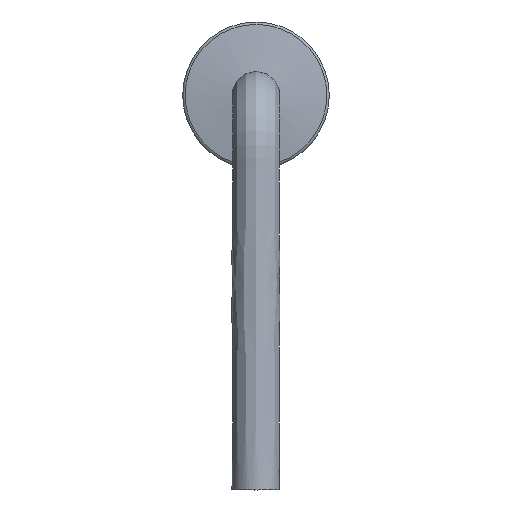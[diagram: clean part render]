
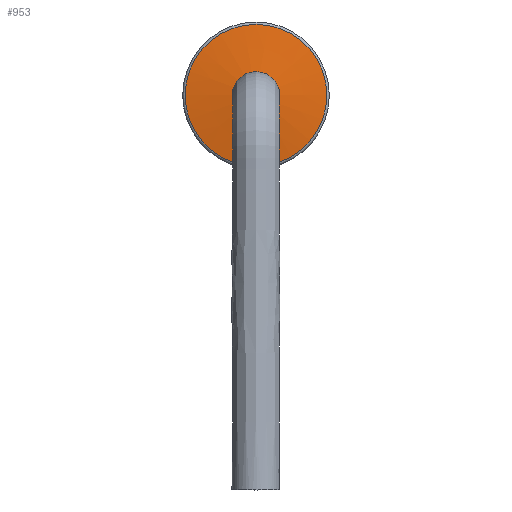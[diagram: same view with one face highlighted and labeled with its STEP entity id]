
A CAD part, left-side view. The second image highlights one B-rep face of the part: STEP entity #953.
In plain terms, the highlighted conical face has half-angle 82.371 degrees and reference radius 0.65 mm.
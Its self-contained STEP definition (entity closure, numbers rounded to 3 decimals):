
#40=CONICAL_SURFACE('',#1043,0.65,1.438);
#45=LINE('',#2519,#72);
#72=VECTOR('',#1240,0.65);
#133=CIRCLE('',#1040,1.257);
#134=CIRCLE('',#1041,1.257);
#135=CIRCLE('',#1042,1.257);
#283=FACE_OUTER_BOUND('',#337,.T.);
#337=EDGE_LOOP('',(#698,#699,#700,#701,#702));
#420=VERTEX_POINT('',#2510);
#421=VERTEX_POINT('',#2512);
#422=VERTEX_POINT('',#2514);
#423=VERTEX_POINT('',#2518);
#537=EDGE_CURVE('',#420,#421,#133,.T.);
#538=EDGE_CURVE('',#421,#422,#134,.T.);
#539=EDGE_CURVE('',#422,#420,#135,.T.);
#540=EDGE_CURVE('',#421,#423,#45,.T.);
#698=ORIENTED_EDGE('',*,*,#539,.F.);
#699=ORIENTED_EDGE('',*,*,#538,.F.);
#700=ORIENTED_EDGE('',*,*,#540,.T.);
#701=ORIENTED_EDGE('',*,*,#540,.F.);
#702=ORIENTED_EDGE('',*,*,#537,.F.);
#953=ADVANCED_FACE('',(#283),#40,.T.);
#1040=AXIS2_PLACEMENT_3D('',#2513,#1232,#1233);
#1041=AXIS2_PLACEMENT_3D('',#2515,#1234,#1235);
#1042=AXIS2_PLACEMENT_3D('',#2516,#1236,#1237);
#1043=AXIS2_PLACEMENT_3D('',#2517,#1238,#1239);
#1232=DIRECTION('center_axis',(1.,0.,0.));
#1233=DIRECTION('ref_axis',(0.,-1.,0.));
#1234=DIRECTION('center_axis',(1.,0.,0.));
#1235=DIRECTION('ref_axis',(0.,-1.,0.));
#1236=DIRECTION('center_axis',(1.,0.,0.));
#1237=DIRECTION('ref_axis',(0.,-1.,0.));
#1238=DIRECTION('center_axis',(1.,0.,0.));
#1239=DIRECTION('ref_axis',(0.,1.,0.));
#1240=DIRECTION('',(-0.133,0.991,0.));
#2510=CARTESIAN_POINT('',(-3.007,0.,1.257));
#2512=CARTESIAN_POINT('',(-3.007,-1.257,0.));
#2513=CARTESIAN_POINT('Origin',(-3.007,0.,
0.));
#2514=CARTESIAN_POINT('',(-3.007,1.257,0.));
#2515=CARTESIAN_POINT('Origin',(-3.007,0.,
0.));
#2516=CARTESIAN_POINT('Origin',(-3.007,0.,
0.));
#2517=CARTESIAN_POINT('Origin',(-3.088,0.,0.));
#2518=CARTESIAN_POINT('',(-3.175,0.,0.));
#2519=CARTESIAN_POINT('',(-3.088,-0.65,0.));
